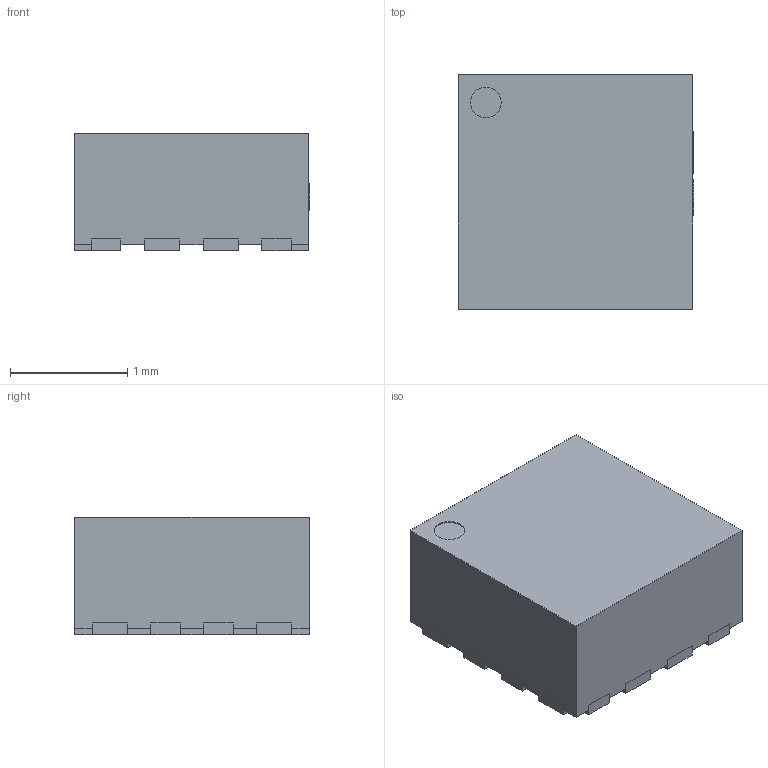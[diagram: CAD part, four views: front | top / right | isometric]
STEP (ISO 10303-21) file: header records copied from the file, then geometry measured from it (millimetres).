
FILE_DESCRIPTION (( 'STEP AP214' ), '1' );
FILE_NAME ('VQFN-10_L2.0-W2.0-P0.45-TL.STEP', '2022-07-17T14:40:26', ( '΢���û�' ), ( '΢���й�' ), 'SwSTEP 2.0', 'SolidWorks 2020', '' );
FILE_SCHEMA (( 'AUTOMOTIVE_DESIGN' ));
Length unit declared in the file: millimetre
Products named in the file (1): VQFN-10_L2.0-W2.0-P0.45-TL
Bounding box: 2.01 x 2 x 1 mm (x, y, z)
Volume: 3.9 mm3; surface area: 22.7 mm2
Topology: 11 solids, 11 shells, 373 faces, 993 edges, 662 vertices
Faces by surface type: plane 251, bspline 98, cylinder 24
Entity records: 15640 total; most frequent: CARTESIAN_POINT 3335, ORIENTED_EDGE 1986, DIRECTION 1393, EDGE_CURVE 993, LINE 745, VECTOR 745, VERTEX_POINT 662, EDGE_LOOP 393
